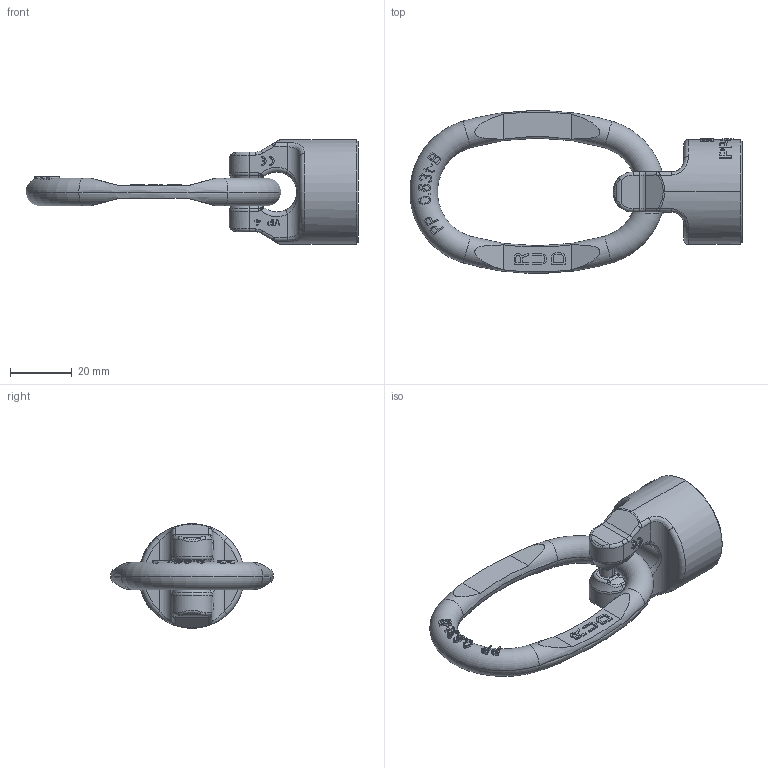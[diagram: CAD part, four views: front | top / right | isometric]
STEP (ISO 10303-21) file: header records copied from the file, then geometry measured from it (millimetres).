
FILE_DESCRIPTION((''),'2;1');
FILE_NAME('001-M31453-P-50_ASM','2019-03-15T',('anja.joas'),(''),'PRO/ENGINEER BY PARAMETRIC TECHNOLOGY CORPORATION, 2011490','PRO/ENGINEER BY PARAMETRIC TECHNOLOGY CORPORATION, 2011490','');
FILE_SCHEMA(('CONFIG_CONTROL_DESIGN'));
Length unit declared in the file: millimetre
Products named in the file (3): 001-M31453-P-20_AF0; 001-M31290-007; 001-M31453-P-50_ASM
Assembly tree (2 placements, depth 2):
  001-M31453-P-50_ASM
    001-M31453-P-20_AF0
    001-M31290-007
Bounding box: 107.92 x 53 x 34 mm (x, y, z)
Volume: 33859.9 mm3; surface area: 10932.1 mm2
Topology: 2 solids, 2 shells, 951 faces, 2582 edges, 1680 vertices
Faces by surface type: plane 774, cylinder 69, bspline 64, torus 34, sphere 8, cone 2
Entity records: 32262 total; most frequent: CARTESIAN_POINT 9900, ORIENTED_EDGE 5164, DIRECTION 3807, EDGE_CURVE 2582, VERTEX_POINT 1680, VECTOR 1451, LINE 1451, AXIS2_PLACEMENT_3D 1178
